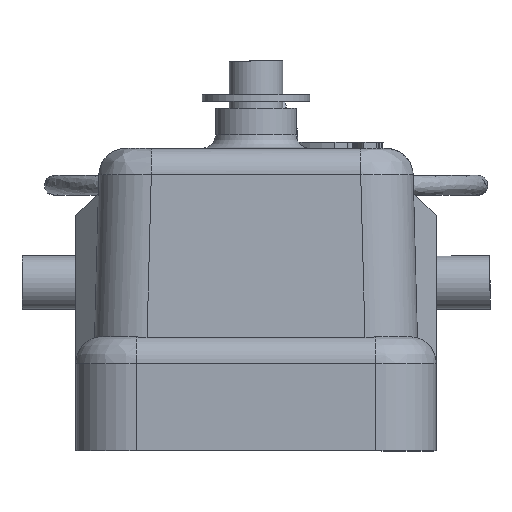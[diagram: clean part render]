
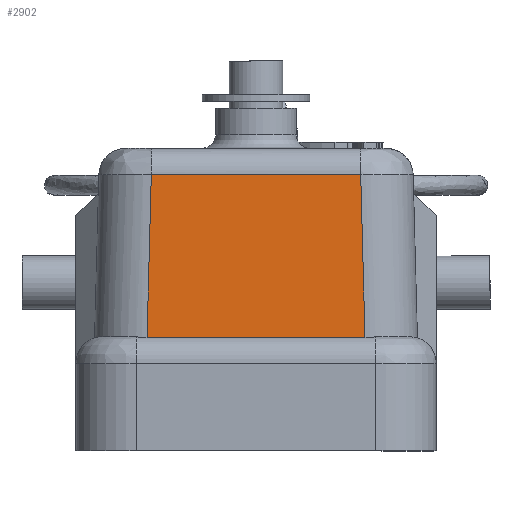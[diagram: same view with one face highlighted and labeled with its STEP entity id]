
A CAD part, left-side view. The second image highlights one B-rep face of the part: STEP entity #2902.
In plain terms, the highlighted planar face has unit normal (-1, 0, 0.026).
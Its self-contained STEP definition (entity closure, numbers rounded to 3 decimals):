
#1706=PLANE('',#6054);
#1872=FACE_OUTER_BOUND('',#3304,.T.);
#2243=LINE('',#8444,#2648);
#2244=LINE('',#8446,#2649);
#2245=LINE('',#8449,#2650);
#2246=LINE('',#8450,#2651);
#2648=VECTOR('',#6837,1.);
#2649=VECTOR('',#6840,1.);
#2650=VECTOR('',#6841,1.);
#2651=VECTOR('',#6842,1.);
#2902=ADVANCED_FACE('',(#1872),#1706,.T.);
#3304=EDGE_LOOP('',(#4115,#4116,#4117,#4118));
#4115=ORIENTED_EDGE('',*,*,#5318,.F.);
#4116=ORIENTED_EDGE('',*,*,#5319,.T.);
#4117=ORIENTED_EDGE('',*,*,#5317,.T.);
#4118=ORIENTED_EDGE('',*,*,#5320,.T.);
#4810=VERTEX_POINT('',#7987);
#4816=VERTEX_POINT('',#8111);
#4828=VERTEX_POINT('',#8447);
#4829=VERTEX_POINT('',#8448);
#5317=EDGE_CURVE('',#4810,#4816,#2243,.T.);
#5318=EDGE_CURVE('',#4828,#4829,#2244,.T.);
#5319=EDGE_CURVE('',#4828,#4810,#2245,.T.);
#5320=EDGE_CURVE('',#4816,#4829,#2246,.T.);
#6054=AXIS2_PLACEMENT_3D('',#8451,#6843,#6844);
#6837=DIRECTION('',(0.,1.,0.));
#6840=DIRECTION('',(0.,1.,0.));
#6841=DIRECTION('',(0.026,0.026,0.999));
#6842=DIRECTION('',(-0.026,0.026,-0.999));
#6843=DIRECTION('',(-1.,0.,0.026));
#6844=DIRECTION('',(0.026,0.,1.));
#7987=CARTESIAN_POINT('',(-11.553,-7.786,8.052));
#8111=CARTESIAN_POINT('',(-11.553,7.786,8.052));
#8444=CARTESIAN_POINT('',(-11.553,-7.786,8.052));
#8446=CARTESIAN_POINT('',(-11.87,-8.102,-4.035));
#8447=CARTESIAN_POINT('',(-11.87,-8.102,-4.035));
#8448=CARTESIAN_POINT('',(-11.87,8.102,-4.035));
#8449=CARTESIAN_POINT('',(-11.87,-8.102,-4.035));
#8450=CARTESIAN_POINT('',(-11.553,7.786,8.052));
#8451=CARTESIAN_POINT('',(-11.896,-9.102,-5.034));
